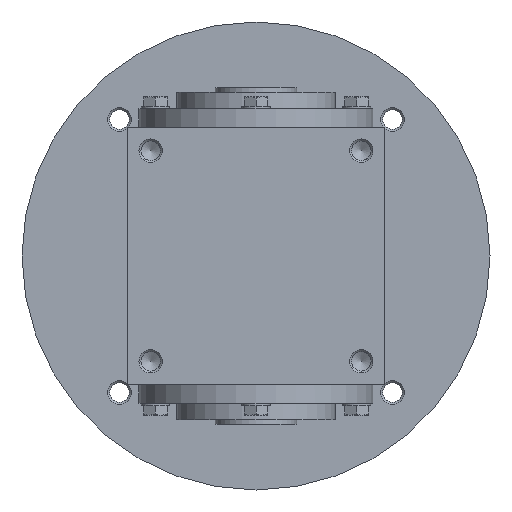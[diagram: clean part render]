
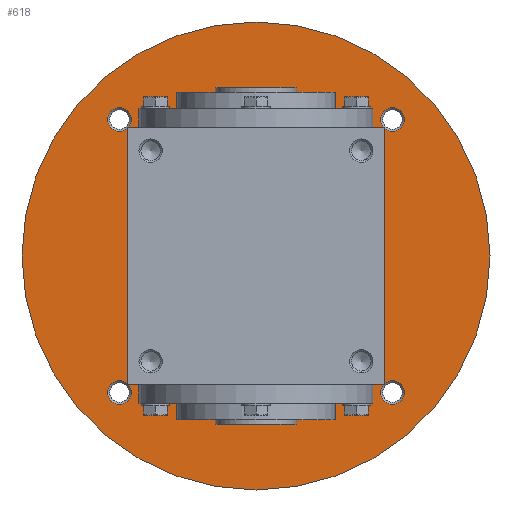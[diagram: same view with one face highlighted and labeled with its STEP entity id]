
A CAD part, left-side view. The second image highlights one B-rep face of the part: STEP entity #618.
In plain terms, the highlighted planar face has unit normal (-1, 0, 0).
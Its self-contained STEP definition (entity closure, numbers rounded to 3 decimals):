
#618 = ADVANCED_FACE( '', ( #1312, #1313, #1314, #1315, #1316, #1317 ), #1318, .F. );
#1312 = FACE_OUTER_BOUND( '', #1982, .T. );
#1313 = FACE_BOUND( '', #1983, .T. );
#1314 = FACE_BOUND( '', #1984, .T. );
#1315 = FACE_BOUND( '', #1985, .T. );
#1316 = FACE_BOUND( '', #1986, .T. );
#1317 = FACE_BOUND( '', #1987, .T. );
#1318 = PLANE( '', #1988 );
#1982 = EDGE_LOOP( '', ( #3196 ) );
#1983 = EDGE_LOOP( '', ( #3197 ) );
#1984 = EDGE_LOOP( '', ( #3198 ) );
#1985 = EDGE_LOOP( '', ( #3199 ) );
#1986 = EDGE_LOOP( '', ( #3200 ) );
#1987 = EDGE_LOOP( '', ( #3201 ) );
#1988 = AXIS2_PLACEMENT_3D( '', #3202, #3203, #3204 );
#3196 = ORIENTED_EDGE( '', *, *, #3693, .F. );
#3197 = ORIENTED_EDGE( '', *, *, #3489, .T. );
#3198 = ORIENTED_EDGE( '', *, *, #3641, .T. );
#3199 = ORIENTED_EDGE( '', *, *, #3738, .T. );
#3200 = ORIENTED_EDGE( '', *, *, #3592, .T. );
#3201 = ORIENTED_EDGE( '', *, *, #3643, .T. );
#3202 = CARTESIAN_POINT( '', ( 37., 50., 0. ) );
#3203 = DIRECTION( '', ( 1., 0., 0. ) );
#3204 = DIRECTION( '', ( 0., 0., -1. ) );
#3489 = EDGE_CURVE( '', #4093, #4093, #4094, .T. );
#3592 = EDGE_CURVE( '', #4235, #4235, #4236, .T. );
#3641 = EDGE_CURVE( '', #4301, #4301, #4302, .T. );
#3643 = EDGE_CURVE( '', #4304, #4304, #4305, .T. );
#3693 = EDGE_CURVE( '', #4368, #4368, #4369, .T. );
#3738 = EDGE_CURVE( '', #4410, #4410, #4411, .T. );
#4093 = VERTEX_POINT( '', #4837 );
#4094 = CIRCLE( '', #4838, 5. );
#4235 = VERTEX_POINT( '', #5003 );
#4236 = CIRCLE( '', #5004, 5. );
#4301 = VERTEX_POINT( '', #5083 );
#4302 = CIRCLE( '', #5084, 5. );
#4304 = VERTEX_POINT( '', #5086 );
#4305 = CIRCLE( '', #5087, 50. );
#4368 = VERTEX_POINT( '', #5152 );
#4369 = CIRCLE( '', #5153, 100. );
#4410 = VERTEX_POINT( '', #5194 );
#4411 = CIRCLE( '', #5195, 5. );
#4837 = CARTESIAN_POINT( '', ( 37., -58.336, 53.336 ) );
#4838 = AXIS2_PLACEMENT_3D( '', #5577, #5578, #5579 );
#5003 = CARTESIAN_POINT( '', ( 37., 58.336, 53.336 ) );
#5004 = AXIS2_PLACEMENT_3D( '', #5735, #5736, #5737 );
#5083 = CARTESIAN_POINT( '', ( 37., 58.336, -63.336 ) );
#5084 = AXIS2_PLACEMENT_3D( '', #5805, #5806, #5807 );
#5086 = CARTESIAN_POINT( '', ( 37., 0., -50. ) );
#5087 = AXIS2_PLACEMENT_3D( '', #5808, #5809, #5810 );
#5152 = CARTESIAN_POINT( '', ( 37., 0., -100. ) );
#5153 = AXIS2_PLACEMENT_3D( '', #5885, #5886, #5887 );
#5194 = CARTESIAN_POINT( '', ( 37., -58.336, -63.336 ) );
#5195 = AXIS2_PLACEMENT_3D( '', #5915, #5916, #5917 );
#5577 = CARTESIAN_POINT( '', ( 37., -58.336, 58.336 ) );
#5578 = DIRECTION( '', ( 1., 0., 0. ) );
#5579 = DIRECTION( '', ( 0., 0., -1. ) );
#5735 = CARTESIAN_POINT( '', ( 37., 58.336, 58.336 ) );
#5736 = DIRECTION( '', ( 1., 0., 0. ) );
#5737 = DIRECTION( '', ( 0., 0., -1. ) );
#5805 = CARTESIAN_POINT( '', ( 37., 58.336, -58.336 ) );
#5806 = DIRECTION( '', ( 1., 0., 0. ) );
#5807 = DIRECTION( '', ( 0., 0., -1. ) );
#5808 = CARTESIAN_POINT( '', ( 37., 0., 0. ) );
#5809 = DIRECTION( '', ( 1., 0., 0. ) );
#5810 = DIRECTION( '', ( 0., 0., -1. ) );
#5885 = CARTESIAN_POINT( '', ( 37., 0., 0. ) );
#5886 = DIRECTION( '', ( 1., 0., 0. ) );
#5887 = DIRECTION( '', ( 0., 0., -1. ) );
#5915 = CARTESIAN_POINT( '', ( 37., -58.336, -58.336 ) );
#5916 = DIRECTION( '', ( 1., 0., 0. ) );
#5917 = DIRECTION( '', ( 0., 0., -1. ) );
